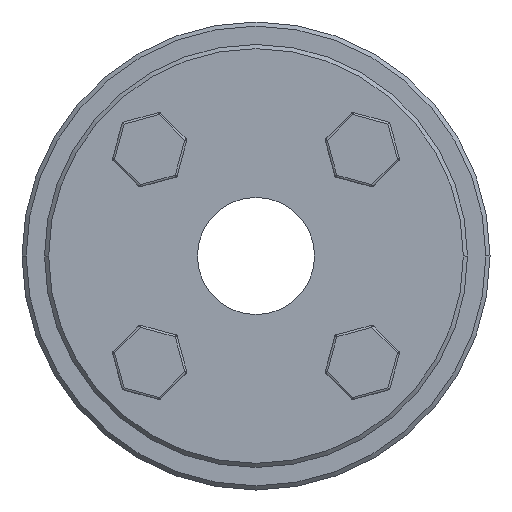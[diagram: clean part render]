
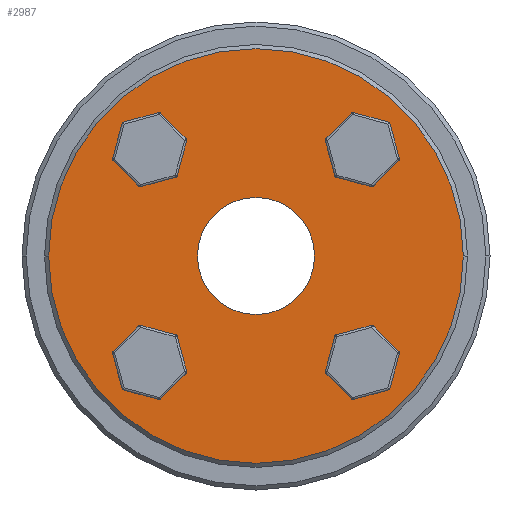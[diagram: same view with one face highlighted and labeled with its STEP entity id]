
A CAD part, left-side view. The second image highlights one B-rep face of the part: STEP entity #2987.
In plain terms, the highlighted planar face has unit normal (-1, 0, 0).
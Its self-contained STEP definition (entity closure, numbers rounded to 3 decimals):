
#530 = FACE_OUTER_BOUND ( 'NONE', #4888, .T. ) ;
#533 = FACE_BOUND ( 'NONE', #4875, .T. ) ;
#922 = EDGE_CURVE ( 'NONE', #1131, #3520, #5792, .T. ) ;
#948 = EDGE_CURVE ( 'NONE', #3542, #3541, #5834, .T. ) ;
#953 = EDGE_CURVE ( 'NONE', #3541, #3542, #5840, .T. ) ;
#960 = EDGE_CURVE ( 'NONE', #3520, #1131, #5846, .T. ) ;
#1131 = VERTEX_POINT ( 'NONE', #6221 ) ;
#2987 = ADVANCED_FACE ( 'NONE', ( #530, #533 ), #11738, .T. ) ;
#3520 = VERTEX_POINT ( 'NONE', #12032 ) ;
#3541 = VERTEX_POINT ( 'NONE', #12053 ) ;
#3542 = VERTEX_POINT ( 'NONE', #12054 ) ;
#3763 = CARTESIAN_POINT ( 'NONE',  ( -29., 0., 0. ) ) ;
#3766 = DIRECTION ( 'NONE',  ( -1., 0., 0. ) ) ;
#3767 = DIRECTION ( 'NONE',  ( 0., -1., 0. ) ) ;
#3828 = CARTESIAN_POINT ( 'NONE',  ( -29., 0., 0. ) ) ;
#3831 = DIRECTION ( 'NONE',  ( 1., 0., 0. ) ) ;
#3832 = DIRECTION ( 'NONE',  ( 0., 1., 0. ) ) ;
#3839 = CARTESIAN_POINT ( 'NONE',  ( -29., 0., 0. ) ) ;
#3841 = DIRECTION ( 'NONE',  ( 1., 0., 0. ) ) ;
#3842 = DIRECTION ( 'NONE',  ( 0., 1., 0. ) ) ;
#3860 = CARTESIAN_POINT ( 'NONE',  ( -29., 0., 0. ) ) ;
#3862 = DIRECTION ( 'NONE',  ( -1., 0., 0. ) ) ;
#3863 = DIRECTION ( 'NONE',  ( 0., -1., 0. ) ) ;
#4179 = AXIS2_PLACEMENT_3D ( 'NONE', #3763, #3766, #3767 ) ;
#4188 = AXIS2_PLACEMENT_3D ( 'NONE', #3839, #3841, #3842 ) ;
#4192 = AXIS2_PLACEMENT_3D ( 'NONE', #3828, #3831, #3832 ) ;
#4195 = AXIS2_PLACEMENT_3D ( 'NONE', #3860, #3862, #3863 ) ;
#4875 = EDGE_LOOP ( 'NONE', ( #5393, #5394 ) ) ;
#4888 = EDGE_LOOP ( 'NONE', ( #5391, #5392 ) ) ;
#5391 = ORIENTED_EDGE ( 'NONE', *, *, #960, .T. ) ;
#5392 = ORIENTED_EDGE ( 'NONE', *, *, #922, .T. ) ;
#5393 = ORIENTED_EDGE ( 'NONE', *, *, #948, .T. ) ;
#5394 = ORIENTED_EDGE ( 'NONE', *, *, #953, .T. ) ;
#5792 = CIRCLE ( 'NONE', #4179, 24.809 ) ;
#5834 = CIRCLE ( 'NONE', #4192, 7. ) ;
#5840 = CIRCLE ( 'NONE', #4188, 7. ) ;
#5846 = CIRCLE ( 'NONE', #4195, 24.809 ) ;
#6221 = CARTESIAN_POINT ( 'NONE',  ( -29., -24.809, 0. ) ) ;
#11414 = AXIS2_PLACEMENT_3D ( 'NONE', #11737, #11740, #11741 ) ;
#11737 = CARTESIAN_POINT ( 'NONE',  ( -29., 7., 0. ) ) ;
#11738 = PLANE ( 'NONE',  #11414 ) ;
#11740 = DIRECTION ( 'NONE',  ( -1., 0., 0. ) ) ;
#11741 = DIRECTION ( 'NONE',  ( 0., -1., 0. ) ) ;
#12032 = CARTESIAN_POINT ( 'NONE',  ( -29., 24.809, 0. ) ) ;
#12053 = CARTESIAN_POINT ( 'NONE',  ( -29., -7., 0. ) ) ;
#12054 = CARTESIAN_POINT ( 'NONE',  ( -29., 7., 0. ) ) ;
